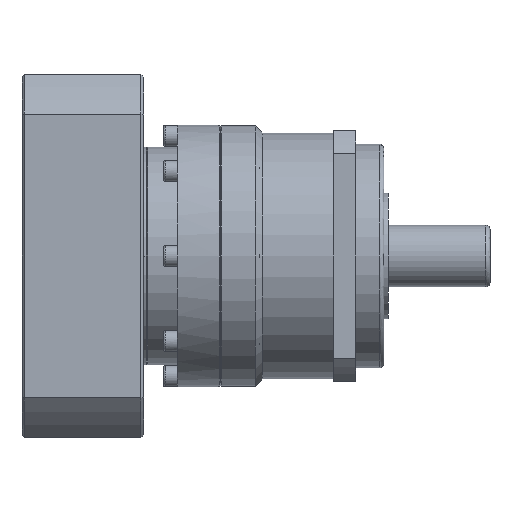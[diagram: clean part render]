
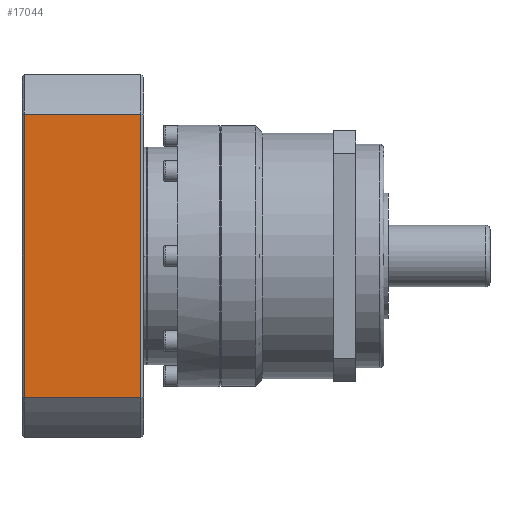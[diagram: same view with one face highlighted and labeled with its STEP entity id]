
A CAD part, front view. The second image highlights one B-rep face of the part: STEP entity #17044.
In plain terms, the highlighted face is planar.
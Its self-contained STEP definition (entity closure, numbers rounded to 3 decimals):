
#1400 = LINE ( 'NONE', #5189, #5361 ) ;
#1554 = DIRECTION ( 'NONE',  ( 1., 0., 0. ) ) ;
#1883 = ORIENTED_EDGE ( 'NONE', *, *, #15653, .F. ) ;
#2260 = ORIENTED_EDGE ( 'NONE', *, *, #6670, .F. ) ;
#2486 = CARTESIAN_POINT ( 'NONE',  ( -65., 50.806, 46.2 ) ) ;
#3026 = VERTEX_POINT ( 'NONE', #7520 ) ;
#3516 = CARTESIAN_POINT ( 'NONE',  ( -65., -50.806, 46.2 ) ) ;
#3552 = DIRECTION ( 'NONE',  ( 0., 1., 0. ) ) ;
#5189 = CARTESIAN_POINT ( 'NONE',  ( -65., 25.403, 4.5 ) ) ;
#5361 = VECTOR ( 'NONE', #3552, 1000. ) ;
#6670 = EDGE_CURVE ( 'NONE', #11985, #8982, #1400, .T. ) ;
#6936 = VECTOR ( 'NONE', #7634, 1000. ) ;
#7520 = CARTESIAN_POINT ( 'NONE',  ( -65., 50.806, 46.2 ) ) ;
#7634 = DIRECTION ( 'NONE',  ( 0., 0., -1. ) ) ;
#8554 = ORIENTED_EDGE ( 'NONE', *, *, #18280, .F. ) ;
#8579 = EDGE_CURVE ( 'NONE', #8982, #3026, #9687, .T. ) ;
#8982 = VERTEX_POINT ( 'NONE', #12319 ) ;
#9198 = VECTOR ( 'NONE', #14149, 1000. ) ;
#9687 = LINE ( 'NONE', #11229, #9198 ) ;
#9912 = VECTOR ( 'NONE', #14419, 1000. ) ;
#10486 = CARTESIAN_POINT ( 'NONE',  ( -65., 50.806, 47. ) ) ;
#11101 = VERTEX_POINT ( 'NONE', #3516 ) ;
#11150 = ORIENTED_EDGE ( 'NONE', *, *, #8579, .F. ) ;
#11229 = CARTESIAN_POINT ( 'NONE',  ( -65., 50.806, 47. ) ) ;
#11951 = DIRECTION ( 'NONE',  ( 0., 1., 0. ) ) ;
#11985 = VERTEX_POINT ( 'NONE', #18134 ) ;
#12319 = CARTESIAN_POINT ( 'NONE',  ( -65., 50.806, 4.5 ) ) ;
#12337 = EDGE_LOOP ( 'NONE', ( #1883, #8554, #11150, #2260 ) ) ;
#14149 = DIRECTION ( 'NONE',  ( 0., 0., 1. ) ) ;
#14419 = DIRECTION ( 'NONE',  ( 0., -1., 0. ) ) ;
#15563 = LINE ( 'NONE', #2486, #9912 ) ;
#15653 = EDGE_CURVE ( 'NONE', #11101, #11985, #18111, .T. ) ;
#16399 = CARTESIAN_POINT ( 'NONE',  ( -65., -50.806, 0. ) ) ;
#16693 = AXIS2_PLACEMENT_3D ( 'NONE', #10486, #1554, #11951 ) ;
#16770 = FACE_OUTER_BOUND ( 'NONE', #12337, .T. ) ;
#17044 = ADVANCED_FACE ( 'NONE', ( #16770 ), #17592, .F. ) ;
#17592 = PLANE ( 'NONE',  #16693 ) ;
#18111 = LINE ( 'NONE', #16399, #6936 ) ;
#18134 = CARTESIAN_POINT ( 'NONE',  ( -65., -50.806, 4.5 ) ) ;
#18280 = EDGE_CURVE ( 'NONE', #3026, #11101, #15563, .T. ) ;
